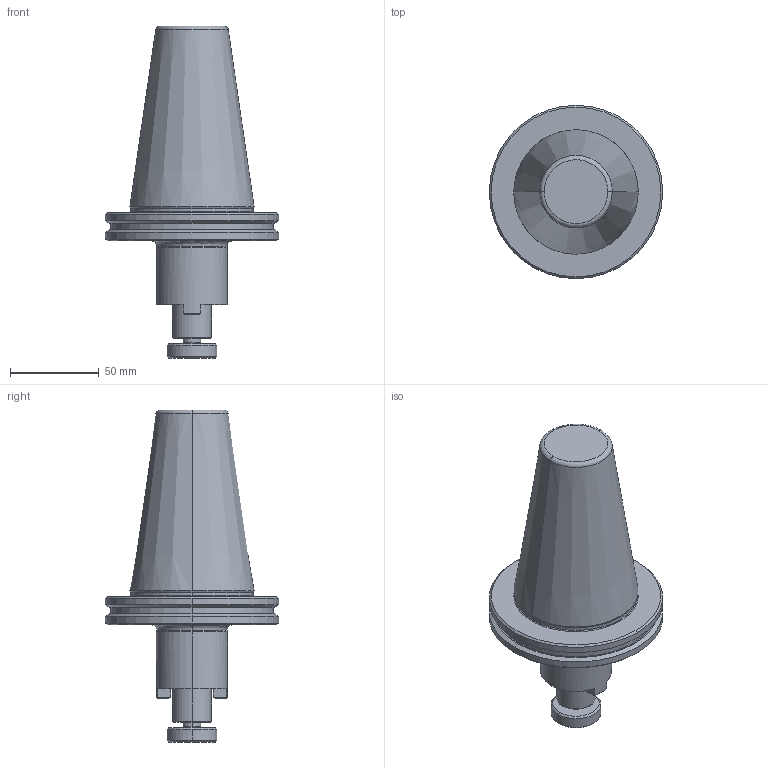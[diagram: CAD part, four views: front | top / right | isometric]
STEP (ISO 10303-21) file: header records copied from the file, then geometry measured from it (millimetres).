
FILE_DESCRIPTION (( 'STEP AP203' ), '1' );
FILE_NAME ('SK 50 CSMA22 055 AD-6.3G15000 SL SP.STEP', '2019-05-09T08:35:11', ( '' ), ( '' ), 'SwSTEP 2.0', 'SolidWorks 2014', '' );
FILE_SCHEMA (( 'CONFIG_CONTROL_DESIGN' ));
Length unit declared in the file: millimetre
Products named in the file (1): SK 50 CSMA22 055 AD-6.3G15000 SL SP
Bounding box: 97.5 x 97.5 x 186.75 mm (x, y, z)
Volume: 431892.3 mm3; surface area: 44250.6 mm2
Topology: 1 solids, 1 shells, 70 faces, 154 edges, 94 vertices
Faces by surface type: cone 22, plane 20, cylinder 18, bspline 10
Entity records: 2865 total; most frequent: CARTESIAN_POINT 1279, DIRECTION 328, ORIENTED_EDGE 308, EDGE_CURVE 154, AXIS2_PLACEMENT_3D 137, VERTEX_POINT 94, EDGE_LOOP 78, CIRCLE 76
